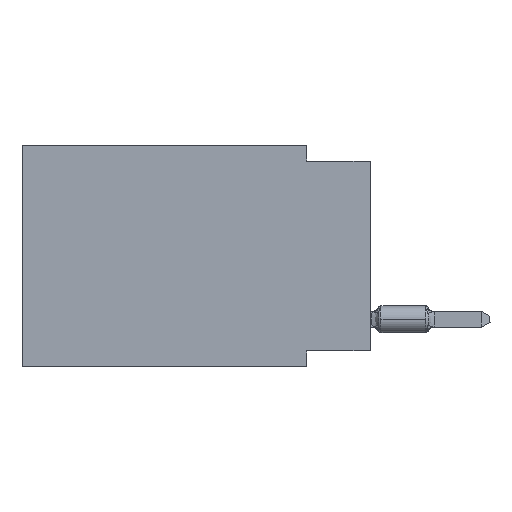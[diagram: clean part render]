
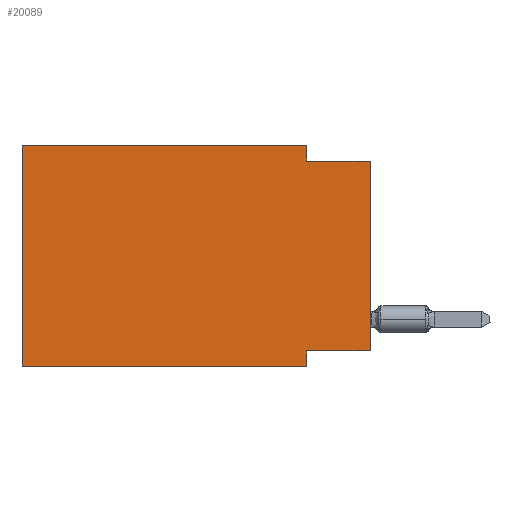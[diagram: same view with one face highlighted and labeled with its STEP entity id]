
A CAD part, left-side view. The second image highlights one B-rep face of the part: STEP entity #20089.
In plain terms, the highlighted planar face has unit normal (-1, 0, 0).
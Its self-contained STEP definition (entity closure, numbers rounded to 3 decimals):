
#53 = VERTEX_POINT ( 'NONE', #6888 ) ;
#109 = CARTESIAN_POINT ( 'NONE',  ( 0., 0., -0.635 ) ) ;
#610 = VERTEX_POINT ( 'NONE', #24978 ) ;
#1172 = DIRECTION ( 'NONE',  ( 0., -1., 0. ) ) ;
#1271 = CARTESIAN_POINT ( 'NONE',  ( 0., 13.97, 0. ) ) ;
#1370 = EDGE_CURVE ( 'NONE', #31530, #19117, #4422, .T. ) ;
#2070 = AXIS2_PLACEMENT_3D ( 'NONE', #22139, #10476, #5271 ) ;
#2341 = LINE ( 'NONE', #33294, #28865 ) ;
#3463 = LINE ( 'NONE', #25878, #19059 ) ;
#3499 = DIRECTION ( 'NONE',  ( 0., -1., 0. ) ) ;
#4422 = LINE ( 'NONE', #15723, #23788 ) ;
#4553 = CARTESIAN_POINT ( 'NONE',  ( 0., 2.54, -0.635 ) ) ;
#5271 = DIRECTION ( 'NONE',  ( 0., 0., -1. ) ) ;
#5355 = CARTESIAN_POINT ( 'NONE',  ( 0., 13.97, 0. ) ) ;
#6295 = LINE ( 'NONE', #6652, #11943 ) ;
#6652 = CARTESIAN_POINT ( 'NONE',  ( 0., 13.97, -8.89 ) ) ;
#6838 = LINE ( 'NONE', #1271, #10713 ) ;
#6888 = CARTESIAN_POINT ( 'NONE',  ( 0., 2.54, -8.255 ) ) ;
#7535 = ORIENTED_EDGE ( 'NONE', *, *, #13066, .T. ) ;
#7695 = EDGE_CURVE ( 'NONE', #13579, #53, #29326, .T. ) ;
#7797 = LINE ( 'NONE', #19084, #31705 ) ;
#8440 = VECTOR ( 'NONE', #1172, 1000. ) ;
#8966 = CARTESIAN_POINT ( 'NONE',  ( 0., 0., -0.635 ) ) ;
#10476 = DIRECTION ( 'NONE',  ( 1., 0., 0. ) ) ;
#10713 = VECTOR ( 'NONE', #12558, 1000. ) ;
#11943 = VECTOR ( 'NONE', #3499, 1000. ) ;
#12558 = DIRECTION ( 'NONE',  ( 0., 0., 1. ) ) ;
#12657 = EDGE_LOOP ( 'NONE', ( #15839, #24873, #19513, #26362, #26642, #7535, #18028, #14977 ) ) ;
#13066 = EDGE_CURVE ( 'NONE', #610, #19298, #6295, .T. ) ;
#13579 = VERTEX_POINT ( 'NONE', #24371 ) ;
#14042 = DIRECTION ( 'NONE',  ( 0., 0., -1. ) ) ;
#14977 = ORIENTED_EDGE ( 'NONE', *, *, #7695, .F. ) ;
#15346 = EDGE_CURVE ( 'NONE', #53, #19298, #7797, .T. ) ;
#15723 = CARTESIAN_POINT ( 'NONE',  ( 0., 13.97, 0. ) ) ;
#15839 = ORIENTED_EDGE ( 'NONE', *, *, #21195, .T. ) ;
#16297 = DIRECTION ( 'NONE',  ( 0., 1., 0. ) ) ;
#17786 = VECTOR ( 'NONE', #16297, 1000. ) ;
#18028 = ORIENTED_EDGE ( 'NONE', *, *, #15346, .F. ) ;
#18382 = EDGE_CURVE ( 'NONE', #24322, #21340, #20244, .T. ) ;
#18794 = FACE_OUTER_BOUND ( 'NONE', #12657, .T. ) ;
#19059 = VECTOR ( 'NONE', #14042, 1000. ) ;
#19084 = CARTESIAN_POINT ( 'NONE',  ( 0., 2.54, -8.89 ) ) ;
#19117 = VERTEX_POINT ( 'NONE', #28779 ) ;
#19298 = VERTEX_POINT ( 'NONE', #33413 ) ;
#19513 = ORIENTED_EDGE ( 'NONE', *, *, #35805, .F. ) ;
#20089 = ADVANCED_FACE ( 'NONE', ( #18794 ), #21941, .F. ) ;
#20244 = LINE ( 'NONE', #8966, #8440 ) ;
#21195 = EDGE_CURVE ( 'NONE', #13579, #21340, #2341, .T. ) ;
#21340 = VERTEX_POINT ( 'NONE', #109 ) ;
#21941 = PLANE ( 'NONE',  #2070 ) ;
#22139 = CARTESIAN_POINT ( 'NONE',  ( 0., 13.97, 0. ) ) ;
#23788 = VECTOR ( 'NONE', #35555, 1000. ) ;
#23872 = DIRECTION ( 'NONE',  ( 0., 0., 1. ) ) ;
#24322 = VERTEX_POINT ( 'NONE', #4553 ) ;
#24371 = CARTESIAN_POINT ( 'NONE',  ( 0., 0., -8.255 ) ) ;
#24873 = ORIENTED_EDGE ( 'NONE', *, *, #18382, .F. ) ;
#24978 = CARTESIAN_POINT ( 'NONE',  ( 0., 13.97, -8.89 ) ) ;
#25878 = CARTESIAN_POINT ( 'NONE',  ( 0., 2.54, 0. ) ) ;
#26362 = ORIENTED_EDGE ( 'NONE', *, *, #1370, .F. ) ;
#26642 = ORIENTED_EDGE ( 'NONE', *, *, #34394, .F. ) ;
#28779 = CARTESIAN_POINT ( 'NONE',  ( 0., 2.54, 0. ) ) ;
#28865 = VECTOR ( 'NONE', #23872, 1000. ) ;
#29326 = LINE ( 'NONE', #33159, #17786 ) ;
#30405 = DIRECTION ( 'NONE',  ( 0., 0., -1. ) ) ;
#31530 = VERTEX_POINT ( 'NONE', #5355 ) ;
#31705 = VECTOR ( 'NONE', #30405, 1000. ) ;
#33159 = CARTESIAN_POINT ( 'NONE',  ( 0., 0., -8.255 ) ) ;
#33294 = CARTESIAN_POINT ( 'NONE',  ( 0., 0., 0. ) ) ;
#33413 = CARTESIAN_POINT ( 'NONE',  ( 0., 2.54, -8.89 ) ) ;
#34394 = EDGE_CURVE ( 'NONE', #610, #31530, #6838, .T. ) ;
#35555 = DIRECTION ( 'NONE',  ( 0., -1., 0. ) ) ;
#35805 = EDGE_CURVE ( 'NONE', #19117, #24322, #3463, .T. ) ;
